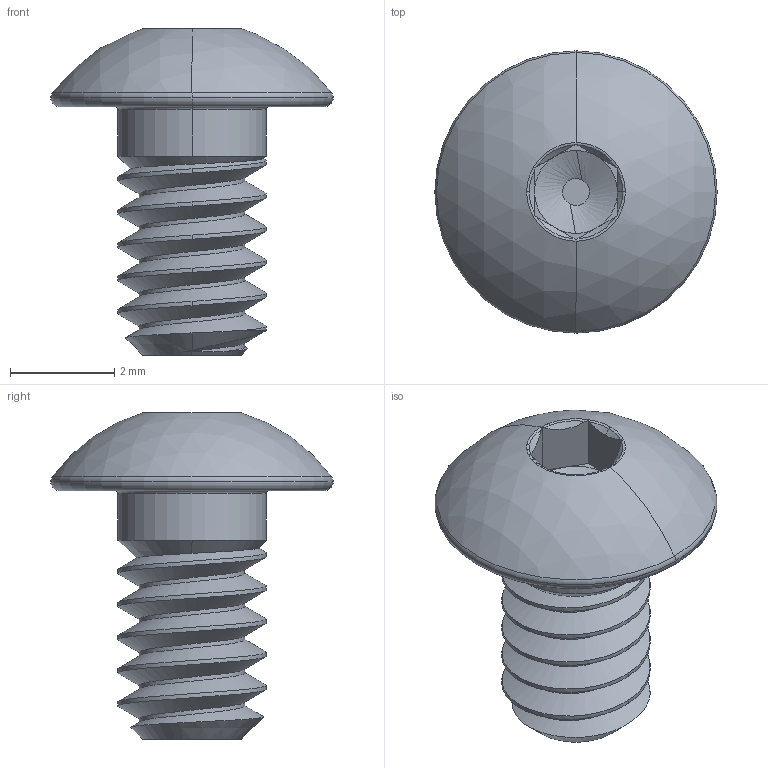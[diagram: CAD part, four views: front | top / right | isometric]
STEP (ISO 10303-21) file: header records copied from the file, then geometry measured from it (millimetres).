
FILE_DESCRIPTION (( 'STEP AP203' ), '1' );
FILE_NAME ('97715A424_Brass Button Head Hex Drive Screws.STEP', '2023-09-08T14:14:37', ( 'Administrator' ), ( 'Managed by Terraform' ), 'SwSTEP 2.0', 'SolidWorks 2017', '' );
FILE_SCHEMA (( 'CONFIG_CONTROL_DESIGN' ));
Length unit declared in the file: inch
Products named in the file (1): 97715A424_Brass Button Head Hex Drive Screws
Bounding box: 5.41 x 5.41 x 6.25 mm (x, y, z)
Volume: 43.9 mm3; surface area: 114.6 mm2
Topology: 1 solids, 1 shells, 58 faces, 149 edges, 94 vertices
Faces by surface type: plane 15, cone 14, cylinder 14, torus 8, bspline 5, sphere 2
Entity records: 2760 total; most frequent: CARTESIAN_POINT 1417, ORIENTED_EDGE 298, DIRECTION 235, EDGE_CURVE 149, AXIS2_PLACEMENT_3D 98, VERTEX_POINT 94, EDGE_LOOP 59, ADVANCED_FACE 58
